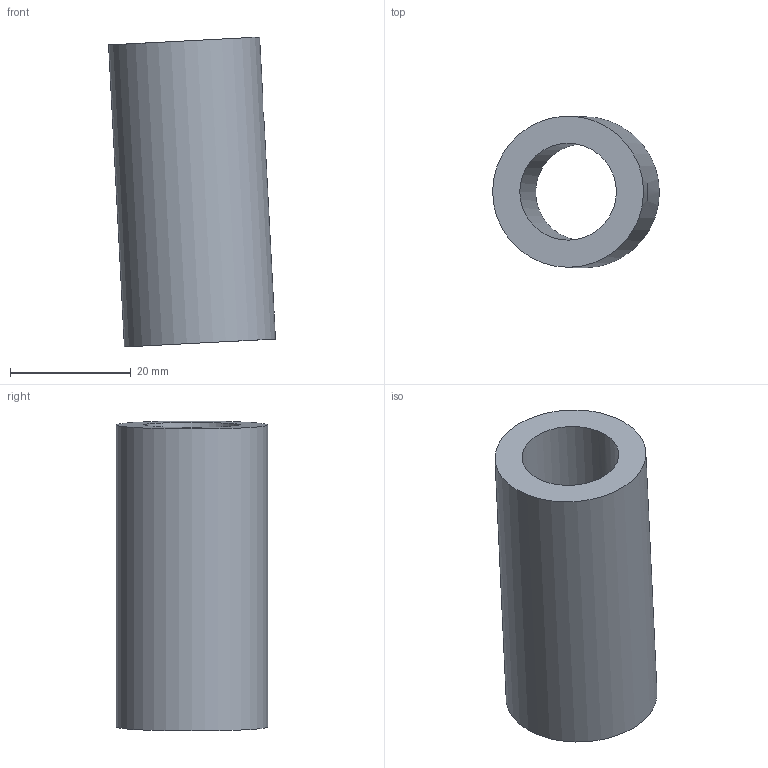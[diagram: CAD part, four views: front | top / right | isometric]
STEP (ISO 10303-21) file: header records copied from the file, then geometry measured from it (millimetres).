
FILE_DESCRIPTION(/* description */ (''),/* implementation_level */ '2;1');
FILE_NAME(/* name */ 'BOCC_TEST_BRACC_SOSP__2_MIR.stp',/* time_stamp */ '2016-06-02T11:51:34+02:00',/* author */ (''),/* organization */ (''),/* preprocessor_version */ 'ST-DEVELOPER v16.5',/* originating_system */ 'Autodesk Translation Framework v5.0.0.3310',/* authorisation */ '');
FILE_SCHEMA (('AUTOMOTIVE_DESIGN { 1 0 10303 214 3 1 1 }'));
Length unit declared in the file: centimetre
Products named in the file (1): BOCC_TEST_BRACC_SOSP__2_MIR
Bounding box: 27.58 x 25 x 51.24 mm (x, y, z)
Volume: 14458.7 mm3; surface area: 7048.4 mm2
Topology: 1 solids, 1 shells, 5 faces, 11 edges, 8 vertices
Faces by surface type: cylinder 3, plane 2
Full cylindrical faces by diameter (mm): 3 x1, 16 x1, 25 x1
Entity records: 206 total; most frequent: CARTESIAN_POINT 84, DIRECTION 20, EDGE_LOOP 12, ORIENTED_EDGE 12, AXIS2_PLACEMENT_3D 10, FACE_BOUND 7, VERTEX_POINT 6, EDGE_CURVE 6
